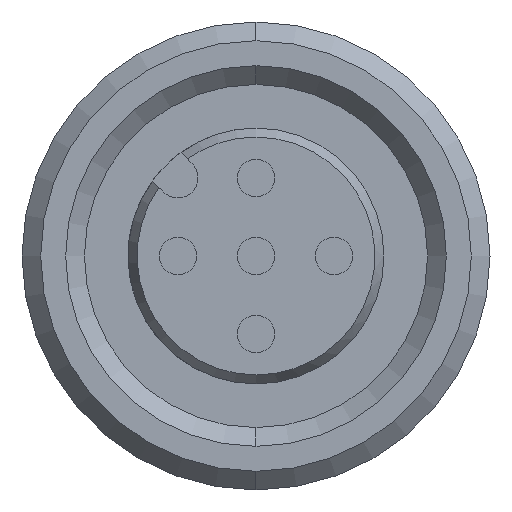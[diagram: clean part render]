
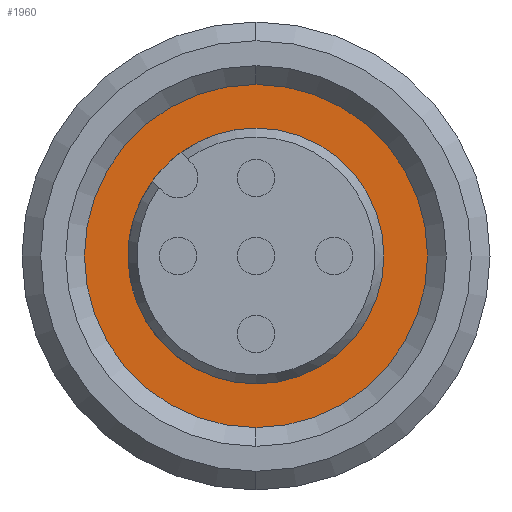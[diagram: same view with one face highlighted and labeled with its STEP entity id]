
A CAD part, left-side view. The second image highlights one B-rep face of the part: STEP entity #1960.
In plain terms, the highlighted planar face has unit normal (-1, 0, 0).
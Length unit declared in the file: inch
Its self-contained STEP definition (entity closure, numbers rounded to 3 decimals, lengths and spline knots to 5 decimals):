
#476=CARTESIAN_POINT('',(0.35433,0.,0.));
#477=DIRECTION('',(1.,0.,0.));
#478=DIRECTION('',(0.,0.,1.));
#479=AXIS2_PLACEMENT_3D('',#476,#477,#478);
#481=CARTESIAN_POINT('',(0.35433,0.,0.));
#482=DIRECTION('',(1.,0.,0.));
#483=DIRECTION('',(0.,0.,-1.));
#484=AXIS2_PLACEMENT_3D('',#481,#482,#483);
#486=CARTESIAN_POINT('',(0.35433,0.,0.));
#487=DIRECTION('',(-1.,0.,0.));
#488=DIRECTION('',(0.,0.,1.));
#489=AXIS2_PLACEMENT_3D('',#486,#487,#488);
#491=CARTESIAN_POINT('',(0.35433,0.,0.));
#492=DIRECTION('',(-1.,0.,0.));
#493=DIRECTION('',(0.,0.,-1.));
#494=AXIS2_PLACEMENT_3D('',#491,#492,#493);
#1189=CARTESIAN_POINT('',(0.35433,0.,-0.21654));
#1190=CARTESIAN_POINT('',(0.35433,0.,0.21654));
#1191=VERTEX_POINT('',#1189);
#1192=VERTEX_POINT('',#1190);
#1193=CARTESIAN_POINT('',(0.35433,0.,0.16142));
#1194=CARTESIAN_POINT('',(0.35433,0.,-0.16142));
#1195=VERTEX_POINT('',#1193);
#1196=VERTEX_POINT('',#1194);
#1944=CARTESIAN_POINT('',(0.35433,0.,-0.18898));
#1945=DIRECTION('',(-1.,0.,0.));
#1946=DIRECTION('',(0.,-1.,0.));
#1947=AXIS2_PLACEMENT_3D('',#1944,#1945,#1946);
#1948=PLANE('',#1947);
#1950=ORIENTED_EDGE('',*,*,#1949,.T.);
#1951=ORIENTED_EDGE('',*,*,#1934,.T.);
#1952=EDGE_LOOP('',(#1950,#1951));
#1953=FACE_OUTER_BOUND('',#1952,.F.);
#1955=ORIENTED_EDGE('',*,*,#1954,.T.);
#1957=ORIENTED_EDGE('',*,*,#1956,.T.);
#1958=EDGE_LOOP('',(#1955,#1957));
#1959=FACE_BOUND('',#1958,.F.);
#480=CIRCLE('',#479,0.21654);
#485=CIRCLE('',#484,0.21654);
#490=CIRCLE('',#489,0.16142);
#495=CIRCLE('',#494,0.16142);
#1934=EDGE_CURVE('',#1191,#1192,#485,.T.);
#1949=EDGE_CURVE('',#1192,#1191,#480,.T.);
#1954=EDGE_CURVE('',#1195,#1196,#490,.T.);
#1956=EDGE_CURVE('',#1196,#1195,#495,.T.);
#1960=ADVANCED_FACE('',(#1953,#1959),#1948,.T.);
